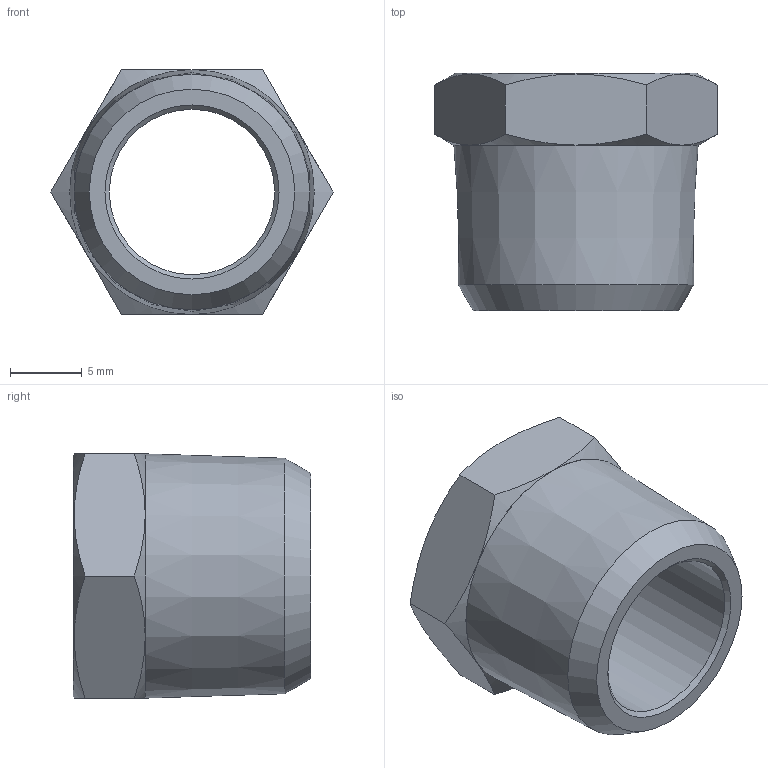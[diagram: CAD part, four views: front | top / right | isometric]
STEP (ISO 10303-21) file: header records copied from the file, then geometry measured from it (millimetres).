
FILE_DESCRIPTION(( 'RAL.14.14.38.stp' ), '1');
FILE_NAME( 'RAL.14.14.38.stp', '2021-02-22T10:31:29',( 'Sopra'),('sopra-pneumatic.com'), 'SwSTEP 2.0','SolidWorks 2009','' );
FILE_SCHEMA( ( 'CONFIG_CONTROL_DESIGN' ) );
Length unit declared in the file: millimetre
Products named in the file (1): NONE
Bounding box: 19.63 x 16.5 x 17 mm (x, y, z)
Volume: 1956.8 mm3; surface area: 1673.9 mm2
Topology: 1 solids, 1 shells, 21 faces, 46 edges, 28 vertices
Faces by surface type: cone 11, plane 9, cylinder 1
Full cylindrical faces by diameter (mm): 11.5 x1
Entity records: 788 total; most frequent: CARTESIAN_POINT 330, ORIENTED_EDGE 80, DIRECTION 78, EDGE_CURVE 40, AXIS2_PLACEMENT_3D 36, EDGE_LOOP 30, VERTEX_POINT 28, FACE_OUTER_BOUND 22
